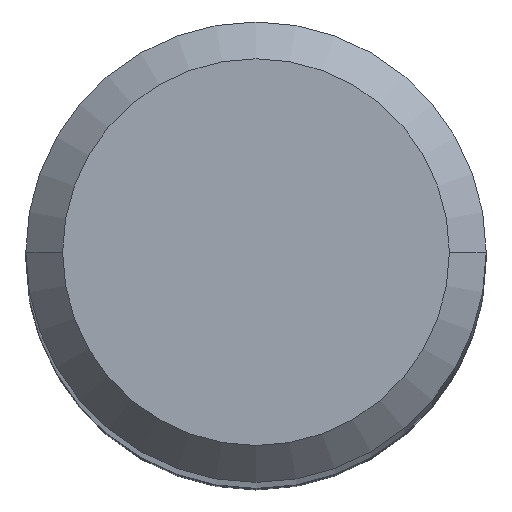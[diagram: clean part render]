
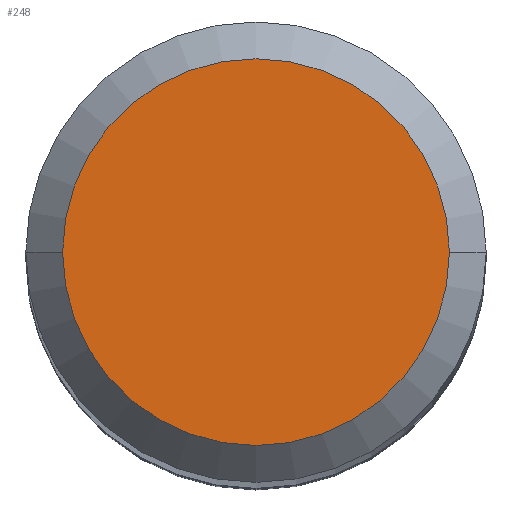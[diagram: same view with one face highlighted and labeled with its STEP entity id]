
A CAD part, top view. The second image highlights one B-rep face of the part: STEP entity #248.
In plain terms, the highlighted planar face has unit normal (0, 0, 1).
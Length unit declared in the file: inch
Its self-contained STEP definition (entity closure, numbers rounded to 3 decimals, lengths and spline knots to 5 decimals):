
#47 = CARTESIAN_POINT ( 'NONE',  ( 0., 0., 0. ) ) ;
#77 = EDGE_CURVE ( 'NONE', #104, #410, #226, .T. ) ;
#79 = DIRECTION ( 'NONE',  ( 0., 0., 1. ) ) ;
#92 = EDGE_CURVE ( 'NONE', #410, #104, #299, .T. ) ;
#104 = VERTEX_POINT ( 'NONE', #360 ) ;
#126 = AXIS2_PLACEMENT_3D ( 'NONE', #282, #409, #325 ) ;
#147 = PLANE ( 'NONE',  #295 ) ;
#202 = EDGE_LOOP ( 'NONE', ( #543, #404 ) ) ;
#226 = CIRCLE ( 'NONE', #321, 0.105 ) ;
#248 = ADVANCED_FACE ( 'NONE', ( #437 ), #147, .T. ) ;
#282 = CARTESIAN_POINT ( 'NONE',  ( 0., 0., 0. ) ) ;
#295 = AXIS2_PLACEMENT_3D ( 'NONE', #298, #79, #517 ) ;
#298 = CARTESIAN_POINT ( 'NONE',  ( 0., 0.105, 0. ) ) ;
#299 = CIRCLE ( 'NONE', #126, 0.105 ) ;
#302 = CARTESIAN_POINT ( 'NONE',  ( -0.105, 0., 0. ) ) ;
#321 = AXIS2_PLACEMENT_3D ( 'NONE', #47, #394, #529 ) ;
#325 = DIRECTION ( 'NONE',  ( -1., 0., 0. ) ) ;
#360 = CARTESIAN_POINT ( 'NONE',  ( 0.105, 0., 0. ) ) ;
#394 = DIRECTION ( 'NONE',  ( 0., 0., -1. ) ) ;
#404 = ORIENTED_EDGE ( 'NONE', *, *, #77, .F. ) ;
#409 = DIRECTION ( 'NONE',  ( 0., 0., -1. ) ) ;
#410 = VERTEX_POINT ( 'NONE', #302 ) ;
#437 = FACE_OUTER_BOUND ( 'NONE', #202, .T. ) ;
#517 = DIRECTION ( 'NONE',  ( 1., 0., 0. ) ) ;
#529 = DIRECTION ( 'NONE',  ( -1., 0., 0. ) ) ;
#543 = ORIENTED_EDGE ( 'NONE', *, *, #92, .F. ) ;
